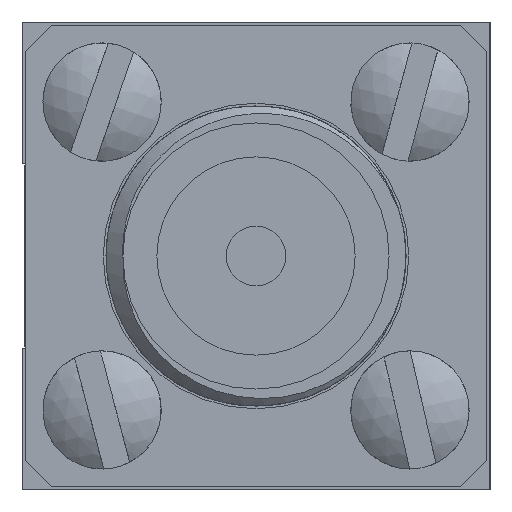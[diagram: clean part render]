
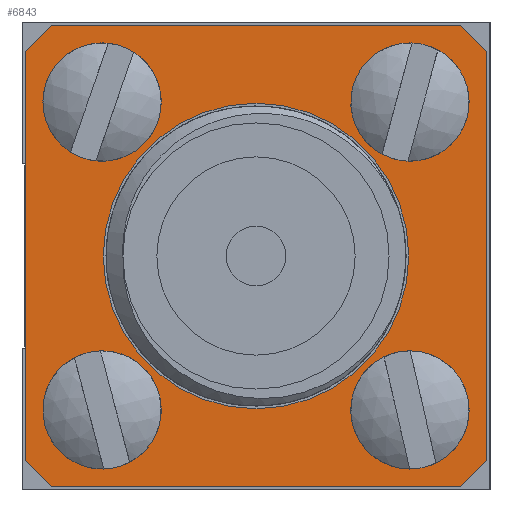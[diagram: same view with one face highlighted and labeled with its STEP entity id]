
A CAD part, left-side view. The second image highlights one B-rep face of the part: STEP entity #6843.
In plain terms, the highlighted planar face has unit normal (-1, 0, 0).
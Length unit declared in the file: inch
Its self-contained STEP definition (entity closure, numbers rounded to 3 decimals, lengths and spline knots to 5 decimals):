
#52 = CARTESIAN_POINT ( 'NONE',  ( -0.19281, 0.13661, 0.56598 ) ) ;
#117 = LINE ( 'NONE', #12258, #11454 ) ;
#427 = CARTESIAN_POINT ( 'NONE',  ( -0.19281, 0.31339, 0.55526 ) ) ;
#442 = VERTEX_POINT ( 'NONE', #9741 ) ;
#504 = CIRCLE ( 'NONE', #3292, 0.048 ) ;
#793 = VECTOR ( 'NONE', #4678, 39.37008 ) ;
#1037 = CARTESIAN_POINT ( 'NONE',  ( -0.19281, 0.31339, 0.20171 ) ) ;
#1049 = EDGE_CURVE ( 'NONE', #2628, #2628, #504, .T. ) ;
#1404 = LINE ( 'NONE', #11464, #12732 ) ;
#1434 = DIRECTION ( 'NONE',  ( 0., -0.707, 0.707 ) ) ;
#1493 = CIRCLE ( 'NONE', #12738, 0.124 ) ;
#1605 = VERTEX_POINT ( 'NONE', #9227 ) ;
#1652 = DIRECTION ( 'NONE',  ( 0., 0., 1. ) ) ;
#1683 = EDGE_CURVE ( 'NONE', #5452, #9533, #8574, .T. ) ;
#1820 = ORIENTED_EDGE ( 'NONE', *, *, #6891, .T. ) ;
#1856 = DIRECTION ( 'NONE',  ( -1., 0., 0. ) ) ;
#1963 = LINE ( 'NONE', #427, #14179 ) ;
#2008 = FACE_BOUND ( 'NONE', #5104, .T. ) ;
#2033 = DIRECTION ( 'NONE',  ( 0., 0.707, 0.707 ) ) ;
#2186 = FACE_BOUND ( 'NONE', #8196, .T. ) ;
#2464 = DIRECTION ( 'NONE',  ( 0., 0., 1. ) ) ;
#2512 = EDGE_LOOP ( 'NONE', ( #1820 ) ) ;
#2523 = EDGE_CURVE ( 'NONE', #5315, #5452, #8195, .T. ) ;
#2628 = VERTEX_POINT ( 'NONE', #7709 ) ;
#2642 = ORIENTED_EDGE ( 'NONE', *, *, #12833, .T. ) ;
#2668 = EDGE_LOOP ( 'NONE', ( #13908 ) ) ;
#3152 = EDGE_CURVE ( 'NONE', #5183, #4437, #1963, .T. ) ;
#3289 = VERTEX_POINT ( 'NONE', #8207 ) ;
#3292 = AXIS2_PLACEMENT_3D ( 'NONE', #7975, #9100, #2464 ) ;
#3376 = VECTOR ( 'NONE', #12393, 39.37008 ) ;
#3495 = VERTEX_POINT ( 'NONE', #8103 ) ;
#3566 = FACE_BOUND ( 'NONE', #2512, .T. ) ;
#3607 = DIRECTION ( 'NONE',  ( 0., 0., 1. ) ) ;
#3707 = CARTESIAN_POINT ( 'NONE',  ( -0.19281, 0.32411, 0.21243 ) ) ;
#4165 = ORIENTED_EDGE ( 'NONE', *, *, #8532, .F. ) ;
#4261 = LINE ( 'NONE', #52, #6846 ) ;
#4364 = CARTESIAN_POINT ( 'NONE',  ( -0.19281, 0.32411, 0.54454 ) ) ;
#4434 = FACE_OUTER_BOUND ( 'NONE', #14163, .T. ) ;
#4437 = VERTEX_POINT ( 'NONE', #13785 ) ;
#4678 = DIRECTION ( 'NONE',  ( 0., 1., 0. ) ) ;
#4683 = AXIS2_PLACEMENT_3D ( 'NONE', #10557, #12647, #10467 ) ;
#4954 = AXIS2_PLACEMENT_3D ( 'NONE', #13896, #6083, #1652 ) ;
#5104 = EDGE_LOOP ( 'NONE', ( #14205 ) ) ;
#5183 = VERTEX_POINT ( 'NONE', #4364 ) ;
#5315 = VERTEX_POINT ( 'NONE', #13402 ) ;
#5326 = EDGE_LOOP ( 'NONE', ( #4165 ) ) ;
#5452 = VERTEX_POINT ( 'NONE', #9309 ) ;
#5593 = VERTEX_POINT ( 'NONE', #6025 ) ;
#5647 = ORIENTED_EDGE ( 'NONE', *, *, #1683, .F. ) ;
#5673 = DIRECTION ( 'NONE',  ( 0., 0.707, 0.707 ) ) ;
#5854 = CARTESIAN_POINT ( 'NONE',  ( -0.19281, -0.02944, 0.56598 ) ) ;
#5954 = VERTEX_POINT ( 'NONE', #5854 ) ;
#6025 = CARTESIAN_POINT ( 'NONE',  ( -0.19281, 0.26161, 0.30148 ) ) ;
#6083 = DIRECTION ( 'NONE',  ( -1., 0., 0. ) ) ;
#6422 = CARTESIAN_POINT ( 'NONE',  ( -0.19281, 0.26161, 0.50348 ) ) ;
#6434 = VERTEX_POINT ( 'NONE', #8197 ) ;
#6843 = ADVANCED_FACE ( 'NONE', ( #12488, #2008, #2186, #7360, #3566, #4434 ), #11909, .T. ) ;
#6846 = VECTOR ( 'NONE', #13106, 39.37008 ) ;
#6891 = EDGE_CURVE ( 'NONE', #3495, #3495, #1493, .T. ) ;
#6920 = CARTESIAN_POINT ( 'NONE',  ( -0.19281, -0.04017, 0.55526 ) ) ;
#6952 = EDGE_CURVE ( 'NONE', #5954, #4437, #4261, .T. ) ;
#6998 = ORIENTED_EDGE ( 'NONE', *, *, #11565, .T. ) ;
#7151 = AXIS2_PLACEMENT_3D ( 'NONE', #12816, #1856, #10721 ) ;
#7360 = FACE_BOUND ( 'NONE', #5326, .T. ) ;
#7667 = DIRECTION ( 'NONE',  ( 0., 0., 1. ) ) ;
#7709 = CARTESIAN_POINT ( 'NONE',  ( -0.19281, 0.01161, 0.30148 ) ) ;
#7779 = ORIENTED_EDGE ( 'NONE', *, *, #6952, .T. ) ;
#7899 = CARTESIAN_POINT ( 'NONE',  ( -0.19281, 0.13661, 0.19098 ) ) ;
#7975 = CARTESIAN_POINT ( 'NONE',  ( -0.19281, 0.01161, 0.25348 ) ) ;
#8103 = CARTESIAN_POINT ( 'NONE',  ( -0.19281, 0.13661, 0.50248 ) ) ;
#8195 = LINE ( 'NONE', #7899, #793 ) ;
#8196 = EDGE_LOOP ( 'NONE', ( #8545 ) ) ;
#8197 = CARTESIAN_POINT ( 'NONE',  ( -0.19281, 0.26161, 0.55148 ) ) ;
#8207 = CARTESIAN_POINT ( 'NONE',  ( -0.19281, -0.05089, 0.54454 ) ) ;
#8412 = VECTOR ( 'NONE', #2033, 39.37008 ) ;
#8485 = ORIENTED_EDGE ( 'NONE', *, *, #11805, .T. ) ;
#8532 = EDGE_CURVE ( 'NONE', #1605, #1605, #13608, .T. ) ;
#8545 = ORIENTED_EDGE ( 'NONE', *, *, #1049, .F. ) ;
#8557 = LINE ( 'NONE', #12350, #3376 ) ;
#8574 = LINE ( 'NONE', #1037, #8412 ) ;
#8904 = EDGE_CURVE ( 'NONE', #6434, #6434, #9911, .T. ) ;
#9100 = DIRECTION ( 'NONE',  ( -1., 0., 0. ) ) ;
#9131 = ORIENTED_EDGE ( 'NONE', *, *, #2523, .F. ) ;
#9227 = CARTESIAN_POINT ( 'NONE',  ( -0.19281, 0.01161, 0.55148 ) ) ;
#9309 = CARTESIAN_POINT ( 'NONE',  ( -0.19281, 0.30266, 0.19098 ) ) ;
#9533 = VERTEX_POINT ( 'NONE', #3707 ) ;
#9627 = LINE ( 'NONE', #6920, #13199 ) ;
#9741 = CARTESIAN_POINT ( 'NONE',  ( -0.19281, -0.05089, 0.21243 ) ) ;
#9911 = CIRCLE ( 'NONE', #12041, 0.048 ) ;
#10207 = CIRCLE ( 'NONE', #4683, 0.048 ) ;
#10292 = DIRECTION ( 'NONE',  ( 0., 0., 1. ) ) ;
#10467 = DIRECTION ( 'NONE',  ( 0., 0., 1. ) ) ;
#10557 = CARTESIAN_POINT ( 'NONE',  ( -0.19281, 0.26161, 0.25348 ) ) ;
#10721 = DIRECTION ( 'NONE',  ( 0., 0., 1. ) ) ;
#11248 = ORIENTED_EDGE ( 'NONE', *, *, #12813, .F. ) ;
#11454 = VECTOR ( 'NONE', #3607, 39.37008 ) ;
#11464 = CARTESIAN_POINT ( 'NONE',  ( -0.19281, -0.05089, 0.37848 ) ) ;
#11565 = EDGE_CURVE ( 'NONE', #3289, #5954, #9627, .T. ) ;
#11805 = EDGE_CURVE ( 'NONE', #442, #3289, #1404, .T. ) ;
#11879 = DIRECTION ( 'NONE',  ( -1., 0., 0. ) ) ;
#11909 = PLANE ( 'NONE',  #7151 ) ;
#12041 = AXIS2_PLACEMENT_3D ( 'NONE', #6422, #11879, #13946 ) ;
#12258 = CARTESIAN_POINT ( 'NONE',  ( -0.19281, 0.32411, 0.37848 ) ) ;
#12282 = EDGE_CURVE ( 'NONE', #5593, #5593, #10207, .T. ) ;
#12350 = CARTESIAN_POINT ( 'NONE',  ( -0.19281, -0.04017, 0.20171 ) ) ;
#12393 = DIRECTION ( 'NONE',  ( 0., -0.707, 0.707 ) ) ;
#12488 = FACE_BOUND ( 'NONE', #2668, .T. ) ;
#12626 = ORIENTED_EDGE ( 'NONE', *, *, #3152, .F. ) ;
#12647 = DIRECTION ( 'NONE',  ( -1., 0., 0. ) ) ;
#12732 = VECTOR ( 'NONE', #10292, 39.37008 ) ;
#12738 = AXIS2_PLACEMENT_3D ( 'NONE', #14110, #14158, #7667 ) ;
#12813 = EDGE_CURVE ( 'NONE', #9533, #5183, #117, .T. ) ;
#12816 = CARTESIAN_POINT ( 'NONE',  ( -0.19281, 0.13661, 0.37848 ) ) ;
#12833 = EDGE_CURVE ( 'NONE', #5315, #442, #8557, .T. ) ;
#13106 = DIRECTION ( 'NONE',  ( 0., 1., 0. ) ) ;
#13199 = VECTOR ( 'NONE', #5673, 39.37008 ) ;
#13402 = CARTESIAN_POINT ( 'NONE',  ( -0.19281, -0.02944, 0.19098 ) ) ;
#13608 = CIRCLE ( 'NONE', #4954, 0.048 ) ;
#13785 = CARTESIAN_POINT ( 'NONE',  ( -0.19281, 0.30266, 0.56598 ) ) ;
#13896 = CARTESIAN_POINT ( 'NONE',  ( -0.19281, 0.01161, 0.50348 ) ) ;
#13908 = ORIENTED_EDGE ( 'NONE', *, *, #8904, .F. ) ;
#13946 = DIRECTION ( 'NONE',  ( 0., 0., 1. ) ) ;
#14110 = CARTESIAN_POINT ( 'NONE',  ( -0.19281, 0.13661, 0.37848 ) ) ;
#14158 = DIRECTION ( 'NONE',  ( 1., 0., 0. ) ) ;
#14163 = EDGE_LOOP ( 'NONE', ( #5647, #9131, #2642, #8485, #6998, #7779, #12626, #11248 ) ) ;
#14179 = VECTOR ( 'NONE', #1434, 39.37008 ) ;
#14205 = ORIENTED_EDGE ( 'NONE', *, *, #12282, .F. ) ;
